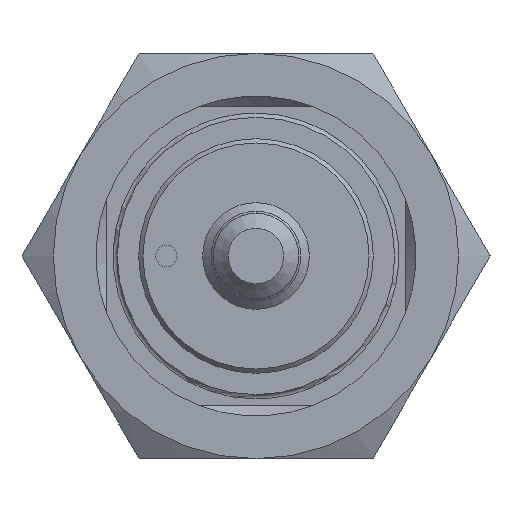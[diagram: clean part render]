
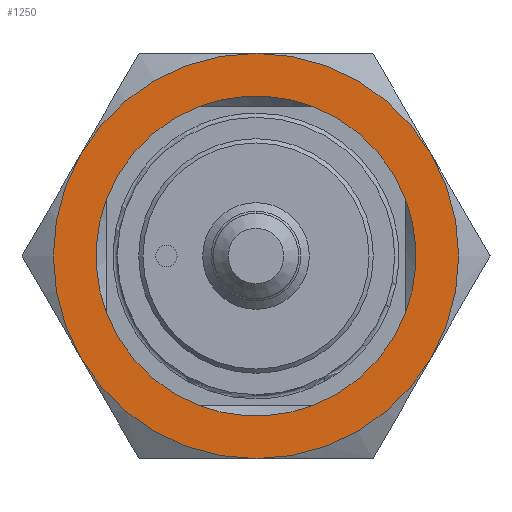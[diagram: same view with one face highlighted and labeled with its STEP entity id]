
A CAD part, left-side view. The second image highlights one B-rep face of the part: STEP entity #1250.
In plain terms, the highlighted planar face has unit normal (-1, 0, 0).
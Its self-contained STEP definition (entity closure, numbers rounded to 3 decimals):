
#291=CARTESIAN_POINT('',(4.,2.693,7.));
#292=VERTEX_POINT('',#291);
#308=CARTESIAN_POINT('',(4.,-2.693,7.));
#309=VERTEX_POINT('',#308);
#323=CARTESIAN_POINT('',(4.,0.0,0.0));
#324=DIRECTION('',(-1.0,0.0,0.0));
#325=DIRECTION('',(0.0,0.0,1.0));
#326=AXIS2_PLACEMENT_3D('',#323,#324,#325);
#327=CIRCLE('',#326,7.5);
#328=EDGE_CURVE('',#309,#292,#327,.T.);
#957=CARTESIAN_POINT('',(4.,2.693,-7.));
#958=VERTEX_POINT('',#957);
#959=CARTESIAN_POINT('',(4.,7.,-2.693));
#960=VERTEX_POINT('',#959);
#961=CARTESIAN_POINT('',(4.0,0.0,0.0));
#962=DIRECTION('',(1.0,0.0,0.0));
#963=DIRECTION('',(0.0,0.0,1.0));
#964=AXIS2_PLACEMENT_3D('',#961,#962,#963);
#965=CIRCLE('',#964,7.5);
#966=EDGE_CURVE('',#958,#960,#965,.T.);
#991=CARTESIAN_POINT('',(4.,7.,2.693));
#992=VERTEX_POINT('',#991);
#1020=CARTESIAN_POINT('',(4.0,0.0,0.0));
#1021=DIRECTION('',(1.0,0.0,0.0));
#1022=DIRECTION('',(0.0,0.0,1.0));
#1023=AXIS2_PLACEMENT_3D('',#1020,#1021,#1022);
#1024=CIRCLE('',#1023,7.5);
#1025=EDGE_CURVE('',#992,#292,#1024,.T.);
#1061=CARTESIAN_POINT('',(4.,-7.,2.693));
#1062=VERTEX_POINT('',#1061);
#1063=CARTESIAN_POINT('',(4.0,0.0,0.0));
#1064=DIRECTION('',(1.0,0.0,0.0));
#1065=DIRECTION('',(0.0,0.0,1.0));
#1066=AXIS2_PLACEMENT_3D('',#1063,#1064,#1065);
#1067=CIRCLE('',#1066,7.5);
#1068=EDGE_CURVE('',#309,#1062,#1067,.T.);
#1088=CARTESIAN_POINT('',(4.,-7.,-2.693));
#1089=VERTEX_POINT('',#1088);
#1117=CARTESIAN_POINT('',(4.,-2.693,-7.));
#1118=VERTEX_POINT('',#1117);
#1119=CARTESIAN_POINT('',(4.0,0.0,0.0));
#1120=DIRECTION('',(1.0,0.0,0.0));
#1121=DIRECTION('',(0.0,0.0,1.0));
#1122=AXIS2_PLACEMENT_3D('',#1119,#1120,#1121);
#1123=CIRCLE('',#1122,7.5);
#1124=EDGE_CURVE('',#1089,#1118,#1123,.T.);
#1161=CARTESIAN_POINT('',(4.0,9.614,9.614));
#1162=DIRECTION('',(1.0,0.0,0.0));
#1163=DIRECTION('',(0.0,0.0,-1.0));
#1164=AXIS2_PLACEMENT_3D('',#1161,#1162,#1163);
#1165=PLANE('',#1164);
#1166=CARTESIAN_POINT('',(4.0,-8.227,4.75));
#1167=VERTEX_POINT('',#1166);
#1168=CARTESIAN_POINT('',(4.0,-8.227,-4.75));
#1169=VERTEX_POINT('',#1168);
#1170=CARTESIAN_POINT('',(4.0,0.0,0.0));
#1171=DIRECTION('',(1.0,0.0,0.0));
#1172=DIRECTION('',(0.0,0.0,-1.0));
#1173=AXIS2_PLACEMENT_3D('',#1170,#1171,#1172);
#1174=CIRCLE('',#1173,9.5);
#1175=EDGE_CURVE('',#1167,#1169,#1174,.T.);
#1176=ORIENTED_EDGE('',*,*,#1175,.F.);
#1177=CARTESIAN_POINT('',(4.0,0.,9.5));
#1178=VERTEX_POINT('',#1177);
#1179=CARTESIAN_POINT('',(4.0,0.0,0.0));
#1180=DIRECTION('',(1.0,0.0,0.0));
#1181=DIRECTION('',(0.0,0.0,-1.0));
#1182=AXIS2_PLACEMENT_3D('',#1179,#1180,#1181);
#1183=CIRCLE('',#1182,9.5);
#1184=EDGE_CURVE('',#1178,#1167,#1183,.T.);
#1185=ORIENTED_EDGE('',*,*,#1184,.F.);
#1186=CARTESIAN_POINT('',(4.,8.227,4.75));
#1187=VERTEX_POINT('',#1186);
#1188=CARTESIAN_POINT('',(4.0,0.0,0.0));
#1189=DIRECTION('',(1.0,0.0,0.0));
#1190=DIRECTION('',(0.0,0.0,-1.0));
#1191=AXIS2_PLACEMENT_3D('',#1188,#1189,#1190);
#1192=CIRCLE('',#1191,9.5);
#1193=EDGE_CURVE('',#1187,#1178,#1192,.T.);
#1194=ORIENTED_EDGE('',*,*,#1193,.F.);
#1195=CARTESIAN_POINT('',(4.,8.227,-4.75));
#1196=VERTEX_POINT('',#1195);
#1197=CARTESIAN_POINT('',(4.,0.0,0.0));
#1198=DIRECTION('',(1.0,0.0,0.0));
#1199=DIRECTION('',(0.0,0.0,-1.0));
#1200=AXIS2_PLACEMENT_3D('',#1197,#1198,#1199);
#1201=CIRCLE('',#1200,9.5);
#1202=EDGE_CURVE('',#1196,#1187,#1201,.T.);
#1203=ORIENTED_EDGE('',*,*,#1202,.F.);
#1204=CARTESIAN_POINT('',(4.0,0.,-9.5));
#1205=VERTEX_POINT('',#1204);
#1206=CARTESIAN_POINT('',(4.0,0.0,0.0));
#1207=DIRECTION('',(1.0,0.0,0.0));
#1208=DIRECTION('',(0.0,0.0,-1.0));
#1209=AXIS2_PLACEMENT_3D('',#1206,#1207,#1208);
#1210=CIRCLE('',#1209,9.5);
#1211=EDGE_CURVE('',#1205,#1196,#1210,.T.);
#1212=ORIENTED_EDGE('',*,*,#1211,.F.);
#1213=CARTESIAN_POINT('',(4.0,0.0,0.0));
#1214=DIRECTION('',(1.0,0.0,0.0));
#1215=DIRECTION('',(0.0,0.0,-1.0));
#1216=AXIS2_PLACEMENT_3D('',#1213,#1214,#1215);
#1217=CIRCLE('',#1216,9.5);
#1218=EDGE_CURVE('',#1169,#1205,#1217,.T.);
#1219=ORIENTED_EDGE('',*,*,#1218,.F.);
#1220=EDGE_LOOP('',(#1176,#1185,#1194,#1203,#1212,#1219));
#1221=FACE_OUTER_BOUND('',#1220,.T.);
#1222=CARTESIAN_POINT('',(4.,0.0,0.0));
#1223=DIRECTION('',(-1.0,0.0,0.0));
#1224=DIRECTION('',(0.0,0.0,1.0));
#1225=AXIS2_PLACEMENT_3D('',#1222,#1223,#1224);
#1226=CIRCLE('',#1225,7.5);
#1227=EDGE_CURVE('',#992,#960,#1226,.T.);
#1228=ORIENTED_EDGE('',*,*,#1227,.F.);
#1229=ORIENTED_EDGE('',*,*,#1025,.T.);
#1230=ORIENTED_EDGE('',*,*,#328,.F.);
#1231=ORIENTED_EDGE('',*,*,#1068,.T.);
#1232=CARTESIAN_POINT('',(4.,0.0,0.0));
#1233=DIRECTION('',(-1.0,0.0,0.0));
#1234=DIRECTION('',(0.0,0.0,1.0));
#1235=AXIS2_PLACEMENT_3D('',#1232,#1233,#1234);
#1236=CIRCLE('',#1235,7.5);
#1237=EDGE_CURVE('',#1089,#1062,#1236,.T.);
#1238=ORIENTED_EDGE('',*,*,#1237,.F.);
#1239=ORIENTED_EDGE('',*,*,#1124,.T.);
#1240=CARTESIAN_POINT('',(4.,0.0,0.0));
#1241=DIRECTION('',(-1.0,0.0,0.0));
#1242=DIRECTION('',(0.0,0.0,1.0));
#1243=AXIS2_PLACEMENT_3D('',#1240,#1241,#1242);
#1244=CIRCLE('',#1243,7.5);
#1245=EDGE_CURVE('',#958,#1118,#1244,.T.);
#1246=ORIENTED_EDGE('',*,*,#1245,.F.);
#1247=ORIENTED_EDGE('',*,*,#966,.T.);
#1248=EDGE_LOOP('',(#1228,#1229,#1230,#1231,#1238,#1239,#1246,#1247));
#1249=FACE_BOUND('',#1248,.T.);
#1250=ADVANCED_FACE('',(#1221,#1249),#1165,.F.);
